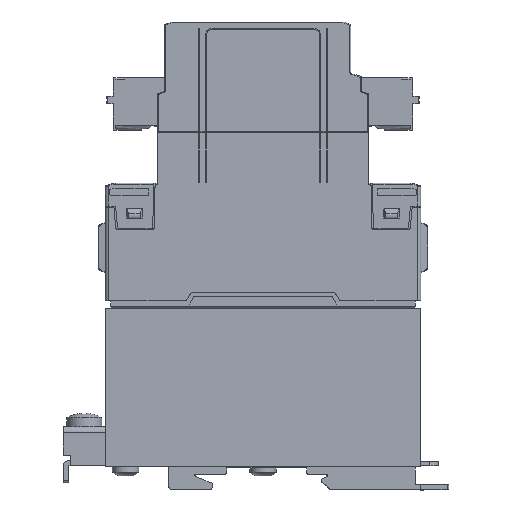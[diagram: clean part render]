
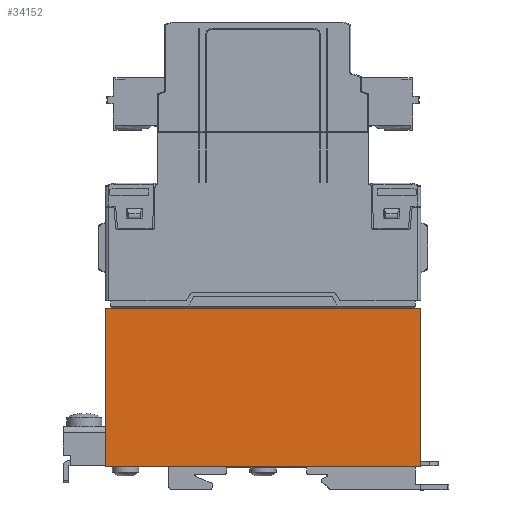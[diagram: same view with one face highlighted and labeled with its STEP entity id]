
A CAD part, left-side view. The second image highlights one B-rep face of the part: STEP entity #34152.
In plain terms, the highlighted planar face has unit normal (-1, 0, 0).
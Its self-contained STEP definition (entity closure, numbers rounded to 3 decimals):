
#33543=CARTESIAN_POINT('',(-8.85,-45.,47.4));
#33544=VERTEX_POINT('',#33543);
#33553=CARTESIAN_POINT('',(-8.85,-45.,2.1));
#33554=VERTEX_POINT('',#33553);
#33555=CARTESIAN_POINT('',(-8.85,-45.,2.1));
#33556=DIRECTION('',(0.,0.0,1.0));
#33557=VECTOR('',#33556,45.3);
#33558=LINE('',#33555,#33557);
#33559=EDGE_CURVE('',#33554,#33544,#33558,.T.);
#33767=CARTESIAN_POINT('',(-8.85,45.0,47.4));
#33768=VERTEX_POINT('',#33767);
#33775=CARTESIAN_POINT('',(-8.85,-45.,47.4));
#33776=DIRECTION('',(0.0,1.0,0.0));
#33777=VECTOR('',#33776,90.);
#33778=LINE('',#33775,#33777);
#33779=EDGE_CURVE('',#33544,#33768,#33778,.T.);
#34087=CARTESIAN_POINT('',(-8.85,45.,2.1));
#34088=VERTEX_POINT('',#34087);
#34111=CARTESIAN_POINT('',(-8.85,-45.,2.1));
#34112=DIRECTION('',(0.0,1.0,0.0));
#34113=VECTOR('',#34112,90.0);
#34114=LINE('',#34111,#34113);
#34115=EDGE_CURVE('',#33554,#34088,#34114,.T.);
#34120=CARTESIAN_POINT('',(-8.85,-45.,47.4));
#34121=DIRECTION('',(-1.0,0.,0.));
#34122=DIRECTION('',(0.0,-1.0,0.0));
#34123=AXIS2_PLACEMENT_3D('',#34120,#34121,#34122);
#34124=PLANE('',#34123);
#34125=CARTESIAN_POINT('',(-8.85,45.,12.309));
#34126=VERTEX_POINT('',#34125);
#34127=CARTESIAN_POINT('',(-8.85,45.0,47.4));
#34128=DIRECTION('',(0.,0.,-1.0));
#34129=VECTOR('',#34128,35.091);
#34130=LINE('',#34127,#34129);
#34131=EDGE_CURVE('',#33768,#34126,#34130,.T.);
#34132=ORIENTED_EDGE('',*,*,#34131,.T.);
#34133=CARTESIAN_POINT('',(-8.85,45.,2.4));
#34134=VERTEX_POINT('',#34133);
#34135=CARTESIAN_POINT('',(-8.85,45.,12.309));
#34136=DIRECTION('',(0.,0.0,-1.0));
#34137=VECTOR('',#34136,9.909);
#34138=LINE('',#34135,#34137);
#34139=EDGE_CURVE('',#34126,#34134,#34138,.T.);
#34140=ORIENTED_EDGE('',*,*,#34139,.T.);
#34141=CARTESIAN_POINT('',(-8.85,45.,2.4));
#34142=DIRECTION('',(0.,0.,-1.0));
#34143=VECTOR('',#34142,0.3);
#34144=LINE('',#34141,#34143);
#34145=EDGE_CURVE('',#34134,#34088,#34144,.T.);
#34146=ORIENTED_EDGE('',*,*,#34145,.T.);
#34147=ORIENTED_EDGE('',*,*,#34115,.F.);
#34148=ORIENTED_EDGE('',*,*,#33559,.T.);
#34149=ORIENTED_EDGE('',*,*,#33779,.T.);
#34150=EDGE_LOOP('',(#34132,#34140,#34146,#34147,#34148,#34149));
#34151=FACE_OUTER_BOUND('',#34150,.T.);
#34152=ADVANCED_FACE('',(#34151),#34124,.T.);
